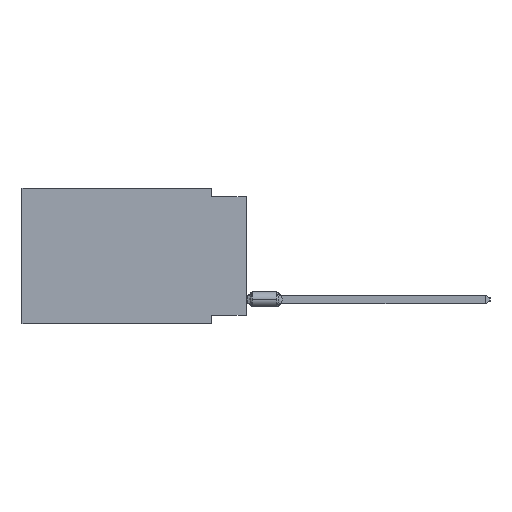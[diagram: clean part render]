
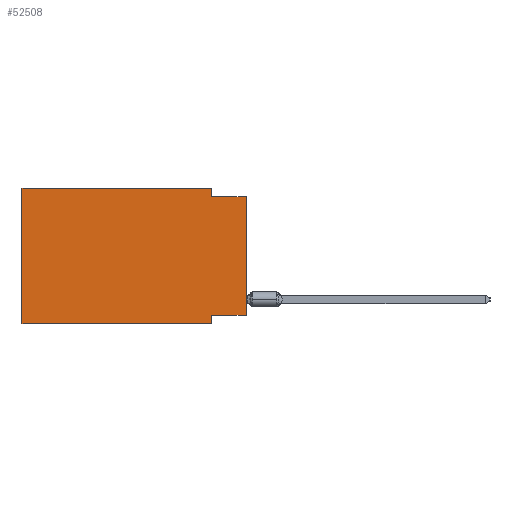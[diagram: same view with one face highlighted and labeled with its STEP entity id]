
A CAD part, left-side view. The second image highlights one B-rep face of the part: STEP entity #52508.
In plain terms, the highlighted planar face has unit normal (-1, 0, 0).
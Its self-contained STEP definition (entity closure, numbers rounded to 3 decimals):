
#785 = EDGE_CURVE ( 'NONE', #54626, #30835, #60859, .T. ) ;
#1001 = EDGE_CURVE ( 'NONE', #3211, #55091, #31820, .T. ) ;
#2509 = ORIENTED_EDGE ( 'NONE', *, *, #40551, .T. ) ;
#3211 = VERTEX_POINT ( 'NONE', #55708 ) ;
#5748 = VECTOR ( 'NONE', #26217, 1000. ) ;
#11574 = VERTEX_POINT ( 'NONE', #41897 ) ;
#11639 = VECTOR ( 'NONE', #65462, 1000. ) ;
#14779 = CARTESIAN_POINT ( 'NONE',  ( 0., 2.54, -9.906 ) ) ;
#17626 = CARTESIAN_POINT ( 'NONE',  ( 0., 16.383, 0. ) ) ;
#17684 = EDGE_CURVE ( 'NONE', #55091, #74303, #85298, .T. ) ;
#18920 = CARTESIAN_POINT ( 'NONE',  ( 0., 16.383, -9.906 ) ) ;
#19481 = EDGE_CURVE ( 'NONE', #63069, #3211, #75081, .T. ) ;
#20122 = CARTESIAN_POINT ( 'NONE',  ( 0., 2.54, -0.635 ) ) ;
#20545 = VECTOR ( 'NONE', #40258, 1000. ) ;
#21093 = ORIENTED_EDGE ( 'NONE', *, *, #17684, .F. ) ;
#25195 = DIRECTION ( 'NONE',  ( 0., -1., 0. ) ) ;
#25521 = CARTESIAN_POINT ( 'NONE',  ( 0., 0., -9.271 ) ) ;
#26217 = DIRECTION ( 'NONE',  ( 0., 0., 1. ) ) ;
#30779 = LINE ( 'NONE', #18920, #41176 ) ;
#30835 = VERTEX_POINT ( 'NONE', #53579 ) ;
#30959 = DIRECTION ( 'NONE',  ( 0., 0., -1. ) ) ;
#31820 = LINE ( 'NONE', #37105, #79345 ) ;
#31918 = EDGE_CURVE ( 'NONE', #11574, #54626, #38711, .T. ) ;
#32415 = ORIENTED_EDGE ( 'NONE', *, *, #785, .F. ) ;
#33656 = ORIENTED_EDGE ( 'NONE', *, *, #1001, .F. ) ;
#33834 = ORIENTED_EDGE ( 'NONE', *, *, #31918, .F. ) ;
#33921 = CARTESIAN_POINT ( 'NONE',  ( 0., 2.54, -9.271 ) ) ;
#34641 = ORIENTED_EDGE ( 'NONE', *, *, #57391, .F. ) ;
#34879 = CARTESIAN_POINT ( 'NONE',  ( 0., 16.383, -9.906 ) ) ;
#34941 = ORIENTED_EDGE ( 'NONE', *, *, #53573, .T. ) ;
#37105 = CARTESIAN_POINT ( 'NONE',  ( 0., 2.54, 0. ) ) ;
#38711 = LINE ( 'NONE', #25521, #11639 ) ;
#38800 = DIRECTION ( 'NONE',  ( 0., 0., -1. ) ) ;
#39660 = FACE_OUTER_BOUND ( 'NONE', #58188, .T. ) ;
#40258 = DIRECTION ( 'NONE',  ( 0., 0., -1. ) ) ;
#40551 = EDGE_CURVE ( 'NONE', #11574, #74303, #67031, .T. ) ;
#41176 = VECTOR ( 'NONE', #70716, 1000. ) ;
#41897 = CARTESIAN_POINT ( 'NONE',  ( 0., 0., -9.271 ) ) ;
#44096 = CARTESIAN_POINT ( 'NONE',  ( 0., 0., -0.635 ) ) ;
#44371 = VECTOR ( 'NONE', #61937, 1000. ) ;
#50973 = LINE ( 'NONE', #17626, #84841 ) ;
#52508 = ADVANCED_FACE ( 'NONE', ( #39660 ), #85280, .F. ) ;
#52751 = VECTOR ( 'NONE', #25195, 1000. ) ;
#53573 = EDGE_CURVE ( 'NONE', #64429, #30835, #30779, .T. ) ;
#53579 = CARTESIAN_POINT ( 'NONE',  ( 0., 2.54, -9.906 ) ) ;
#54512 = CARTESIAN_POINT ( 'NONE',  ( 0., 0., -0.635 ) ) ;
#54626 = VERTEX_POINT ( 'NONE', #33921 ) ;
#55091 = VERTEX_POINT ( 'NONE', #20122 ) ;
#55708 = CARTESIAN_POINT ( 'NONE',  ( 0., 2.54, 0. ) ) ;
#56582 = ORIENTED_EDGE ( 'NONE', *, *, #19481, .F. ) ;
#57391 = EDGE_CURVE ( 'NONE', #64429, #63069, #50973, .T. ) ;
#58107 = CARTESIAN_POINT ( 'NONE',  ( 0., 16.383, 0. ) ) ;
#58188 = EDGE_LOOP ( 'NONE', ( #2509, #21093, #33656, #56582, #34641, #34941, #32415, #33834 ) ) ;
#60859 = LINE ( 'NONE', #14779, #20545 ) ;
#61937 = DIRECTION ( 'NONE',  ( 0., -1., 0. ) ) ;
#63069 = VERTEX_POINT ( 'NONE', #63070 ) ;
#63070 = CARTESIAN_POINT ( 'NONE',  ( 0., 16.383, 0. ) ) ;
#64429 = VERTEX_POINT ( 'NONE', #34879 ) ;
#65462 = DIRECTION ( 'NONE',  ( 0., 1., 0. ) ) ;
#67031 = LINE ( 'NONE', #85876, #5748 ) ;
#68951 = CARTESIAN_POINT ( 'NONE',  ( 0., 16.383, 0. ) ) ;
#70716 = DIRECTION ( 'NONE',  ( 0., -1., 0. ) ) ;
#74303 = VERTEX_POINT ( 'NONE', #54512 ) ;
#75081 = LINE ( 'NONE', #68951, #44371 ) ;
#78699 = DIRECTION ( 'NONE',  ( 1., 0., 0. ) ) ;
#79345 = VECTOR ( 'NONE', #30959, 1000. ) ;
#83048 = AXIS2_PLACEMENT_3D ( 'NONE', #58107, #78699, #38800 ) ;
#84727 = DIRECTION ( 'NONE',  ( 0., 0., 1. ) ) ;
#84841 = VECTOR ( 'NONE', #84727, 1000. ) ;
#85280 = PLANE ( 'NONE',  #83048 ) ;
#85298 = LINE ( 'NONE', #44096, #52751 ) ;
#85876 = CARTESIAN_POINT ( 'NONE',  ( 0., 0., 0. ) ) ;
